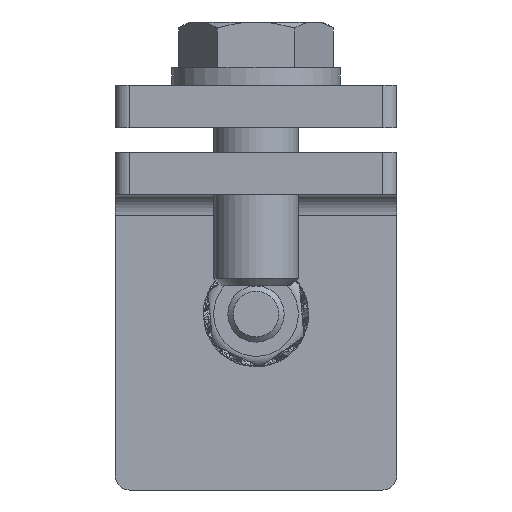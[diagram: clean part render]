
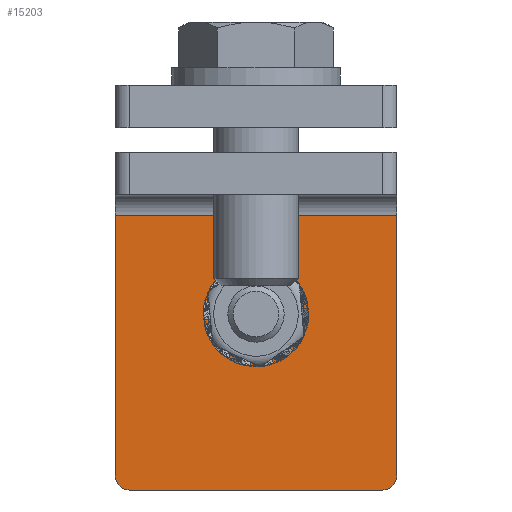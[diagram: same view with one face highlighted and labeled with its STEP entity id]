
A CAD part, left-side view. The second image highlights one B-rep face of the part: STEP entity #15203.
In plain terms, the highlighted planar face has unit normal (-1, 0, 0).
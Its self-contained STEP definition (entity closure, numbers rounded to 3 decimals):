
#2386=FACE_BOUND('',#3398,.T.);
#2412=PLANE('',#16308);
#2498=FACE_OUTER_BOUND('',#3397,.T.);
#3397=EDGE_LOOP('',(#9248,#9249,#9250,#9251,#9252,#9253));
#3398=EDGE_LOOP('',(#9254));
#4318=LINE('',#20069,#4492);
#4321=LINE('',#20075,#4495);
#4322=LINE('',#20077,#4496);
#4323=LINE('',#20079,#4497);
#4492=VECTOR('',#17553,10.);
#4495=VECTOR('',#17558,10.);
#4496=VECTOR('',#17559,10.);
#4497=VECTOR('',#17560,10.);
#4657=CIRCLE('',#16305,2.);
#4659=CIRCLE('',#16309,2.);
#4660=CIRCLE('',#16310,4.25);
#4834=VERTEX_POINT('',#20059);
#4835=VERTEX_POINT('',#20060);
#4838=VERTEX_POINT('',#20068);
#4840=VERTEX_POINT('',#20074);
#4841=VERTEX_POINT('',#20076);
#4842=VERTEX_POINT('',#20078);
#4843=VERTEX_POINT('',#20081);
#6590=EDGE_CURVE('',#4834,#4835,#4657,.T.);
#6594=EDGE_CURVE('',#4835,#4838,#4318,.T.);
#6597=EDGE_CURVE('',#4834,#4840,#4321,.T.);
#6598=EDGE_CURVE('',#4840,#4841,#4322,.T.);
#6599=EDGE_CURVE('',#4841,#4842,#4323,.T.);
#6600=EDGE_CURVE('',#4838,#4842,#4659,.T.);
#6601=EDGE_CURVE('',#4843,#4843,#4660,.T.);
#9248=ORIENTED_EDGE('',*,*,#6590,.F.);
#9249=ORIENTED_EDGE('',*,*,#6597,.T.);
#9250=ORIENTED_EDGE('',*,*,#6598,.T.);
#9251=ORIENTED_EDGE('',*,*,#6599,.T.);
#9252=ORIENTED_EDGE('',*,*,#6600,.F.);
#9253=ORIENTED_EDGE('',*,*,#6594,.F.);
#9254=ORIENTED_EDGE('',*,*,#6601,.T.);
#15203=ADVANCED_FACE('',(#2498,#2386),#2412,.T.);
#16305=AXIS2_PLACEMENT_3D('',#20061,#17545,#17546);
#16308=AXIS2_PLACEMENT_3D('',#20073,#17556,#17557);
#16309=AXIS2_PLACEMENT_3D('',#20080,#17561,#17562);
#16310=AXIS2_PLACEMENT_3D('',#20082,#17563,#17564);
#17545=DIRECTION('center_axis',(1.,0.,0.));
#17546=DIRECTION('ref_axis',(0.,0.707,-0.707));
#17553=DIRECTION('',(0.,0.,1.));
#17556=DIRECTION('center_axis',(-1.,0.,0.));
#17557=DIRECTION('ref_axis',(0.,0.,1.));
#17558=DIRECTION('',(0.,-1.,0.));
#17559=DIRECTION('',(0.,0.,1.));
#17560=DIRECTION('',(0.,1.,0.));
#17561=DIRECTION('center_axis',(1.,0.,0.));
#17562=DIRECTION('ref_axis',(0.,0.707,0.707));
#17563=DIRECTION('center_axis',(1.,0.,0.));
#17564=DIRECTION('ref_axis',(0.,0.,1.));
#20059=CARTESIAN_POINT('',(84.,46.,-20.));
#20060=CARTESIAN_POINT('',(84.,48.,-18.));
#20061=CARTESIAN_POINT('Origin',(84.,46.,-18.));
#20068=CARTESIAN_POINT('',(84.,48.,18.));
#20069=CARTESIAN_POINT('',(84.,48.,0.));
#20073=CARTESIAN_POINT('Origin',(84.,9.,0.));
#20074=CARTESIAN_POINT('',(84.,9.,-20.));
#20075=CARTESIAN_POINT('',(84.,48.,-20.));
#20076=CARTESIAN_POINT('',(84.,9.,20.));
#20077=CARTESIAN_POINT('',(84.,9.,0.));
#20078=CARTESIAN_POINT('',(84.,46.,20.));
#20079=CARTESIAN_POINT('',(84.,48.,20.));
#20080=CARTESIAN_POINT('Origin',(84.,46.,18.));
#20081=CARTESIAN_POINT('',(84.,23.,-4.25));
#20082=CARTESIAN_POINT('Origin',(84.,23.,0.));
